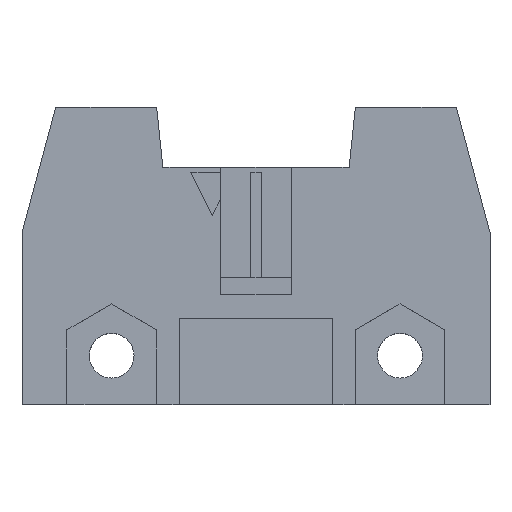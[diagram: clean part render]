
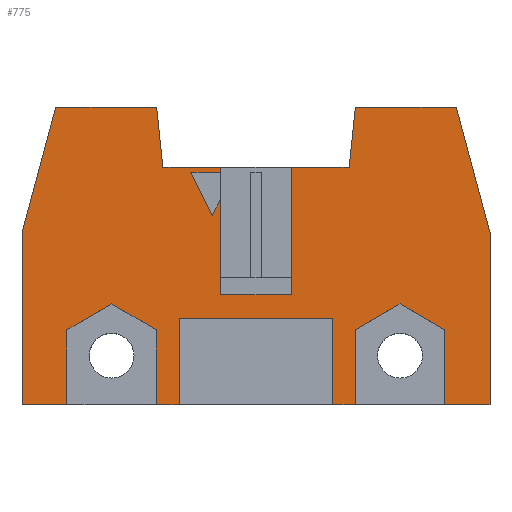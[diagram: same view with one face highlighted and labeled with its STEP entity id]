
A CAD part, top view. The second image highlights one B-rep face of the part: STEP entity #775.
In plain terms, the highlighted planar face has unit normal (0, 0, 1).
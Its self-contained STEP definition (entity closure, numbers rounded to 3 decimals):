
#775=ADVANCED_FACE('',(#1042),#911,.T.);
#911=PLANE('',#3436);
#1042=FACE_OUTER_BOUND('',#1197,.T.);
#1197=EDGE_LOOP('',(#1784,#1785,#1786,#1787,#1788,#1789,#1790,#1791,#1792,
#1793,#1794,#1795,#1796,#1797,#1798,#1799,#1800,#1801,#1802,#1803,#1804,
#1805,#1806,#1807,#1808,#1809,#1810,#1811,#1812,#1813,#1814,#1815));
#1784=ORIENTED_EDGE('',*,*,#2551,.T.);
#1785=ORIENTED_EDGE('',*,*,#2552,.T.);
#1786=ORIENTED_EDGE('',*,*,#2550,.F.);
#1787=ORIENTED_EDGE('',*,*,#2476,.F.);
#1788=ORIENTED_EDGE('',*,*,#2480,.F.);
#1789=ORIENTED_EDGE('',*,*,#2485,.F.);
#1790=ORIENTED_EDGE('',*,*,#2498,.F.);
#1791=ORIENTED_EDGE('',*,*,#2522,.F.);
#1792=ORIENTED_EDGE('',*,*,#2395,.T.);
#1793=ORIENTED_EDGE('',*,*,#2398,.T.);
#1794=ORIENTED_EDGE('',*,*,#2401,.T.);
#1795=ORIENTED_EDGE('',*,*,#2404,.T.);
#1796=ORIENTED_EDGE('',*,*,#2521,.F.);
#1797=ORIENTED_EDGE('',*,*,#2337,.T.);
#1798=ORIENTED_EDGE('',*,*,#2341,.T.);
#1799=ORIENTED_EDGE('',*,*,#2343,.T.);
#1800=ORIENTED_EDGE('',*,*,#2520,.F.);
#1801=ORIENTED_EDGE('',*,*,#2408,.T.);
#1802=ORIENTED_EDGE('',*,*,#2412,.T.);
#1803=ORIENTED_EDGE('',*,*,#2415,.T.);
#1804=ORIENTED_EDGE('',*,*,#2418,.T.);
#1805=ORIENTED_EDGE('',*,*,#2519,.F.);
#1806=ORIENTED_EDGE('',*,*,#2467,.F.);
#1807=ORIENTED_EDGE('',*,*,#2437,.F.);
#1808=ORIENTED_EDGE('',*,*,#2434,.F.);
#1809=ORIENTED_EDGE('',*,*,#2429,.F.);
#1810=ORIENTED_EDGE('',*,*,#2425,.F.);
#1811=ORIENTED_EDGE('',*,*,#2553,.T.);
#1812=ORIENTED_EDGE('',*,*,#2324,.T.);
#1813=ORIENTED_EDGE('',*,*,#2554,.T.);
#1814=ORIENTED_EDGE('',*,*,#2319,.T.);
#1815=ORIENTED_EDGE('',*,*,#2315,.T.);
#2035=VERTEX_POINT('',#4335);
#2037=VERTEX_POINT('',#4338);
#2040=VERTEX_POINT('',#4346);
#2041=VERTEX_POINT('',#4350);
#2044=VERTEX_POINT('',#4355);
#2055=VERTEX_POINT('',#4385);
#2056=VERTEX_POINT('',#4386);
#2057=VERTEX_POINT('',#4391);
#2058=VERTEX_POINT('',#4395);
#2092=VERTEX_POINT('',#4500);
#2094=VERTEX_POINT('',#4504);
#2096=VERTEX_POINT('',#4510);
#2098=VERTEX_POINT('',#4516);
#2100=VERTEX_POINT('',#4522);
#2103=VERTEX_POINT('',#4533);
#2104=VERTEX_POINT('',#4534);
#2107=VERTEX_POINT('',#4542);
#2109=VERTEX_POINT('',#4548);
#2111=VERTEX_POINT('',#4554);
#2116=VERTEX_POINT('',#4568);
#2117=VERTEX_POINT('',#4570);
#2120=VERTEX_POINT('',#4578);
#2124=VERTEX_POINT('',#4588);
#2126=VERTEX_POINT('',#4594);
#2146=VERTEX_POINT('',#4654);
#2153=VERTEX_POINT('',#4671);
#2154=VERTEX_POINT('',#4673);
#2157=VERTEX_POINT('',#4680);
#2160=VERTEX_POINT('',#4689);
#2171=VERTEX_POINT('',#4716);
#2200=VERTEX_POINT('',#4814);
#2201=VERTEX_POINT('',#4818);
#2315=EDGE_CURVE('',#2037,#2035,#2687,.T.);
#2319=EDGE_CURVE('',#2040,#2037,#2691,.T.);
#2324=EDGE_CURVE('',#2041,#2044,#2696,.T.);
#2337=EDGE_CURVE('',#2055,#2056,#2705,.T.);
#2341=EDGE_CURVE('',#2056,#2057,#2709,.T.);
#2343=EDGE_CURVE('',#2057,#2058,#2711,.T.);
#2395=EDGE_CURVE('',#2092,#2094,#2763,.T.);
#2398=EDGE_CURVE('',#2094,#2096,#2766,.T.);
#2401=EDGE_CURVE('',#2096,#2098,#2769,.T.);
#2404=EDGE_CURVE('',#2098,#2100,#2772,.T.);
#2408=EDGE_CURVE('',#2103,#2104,#2774,.T.);
#2412=EDGE_CURVE('',#2104,#2107,#2778,.T.);
#2415=EDGE_CURVE('',#2107,#2109,#2781,.T.);
#2418=EDGE_CURVE('',#2109,#2111,#2784,.T.);
#2425=EDGE_CURVE('',#2116,#2117,#2789,.T.);
#2429=EDGE_CURVE('',#2117,#2120,#2793,.T.);
#2434=EDGE_CURVE('',#2120,#2124,#2798,.T.);
#2437=EDGE_CURVE('',#2124,#2126,#2801,.T.);
#2467=EDGE_CURVE('',#2126,#2146,#2825,.T.);
#2476=EDGE_CURVE('',#2153,#2154,#2834,.T.);
#2480=EDGE_CURVE('',#2157,#2153,#2838,.T.);
#2485=EDGE_CURVE('',#2160,#2157,#2843,.T.);
#2498=EDGE_CURVE('',#2171,#2160,#2856,.T.);
#2519=EDGE_CURVE('',#2146,#2111,#2876,.T.);
#2520=EDGE_CURVE('',#2103,#2058,#2877,.T.);
#2521=EDGE_CURVE('',#2055,#2100,#2878,.T.);
#2522=EDGE_CURVE('',#2092,#2171,#2879,.T.);
#2550=EDGE_CURVE('',#2154,#2200,#2906,.T.);
#2551=EDGE_CURVE('',#2035,#2201,#2907,.T.);
#2552=EDGE_CURVE('',#2201,#2200,#2908,.T.);
#2553=EDGE_CURVE('',#2116,#2041,#2909,.T.);
#2554=EDGE_CURVE('',#2044,#2040,#2910,.T.);
#2687=LINE('',#4337,#3043);
#2691=LINE('',#4345,#3047);
#2696=LINE('',#4356,#3052);
#2705=LINE('',#4384,#3061);
#2709=LINE('',#4392,#3065);
#2711=LINE('',#4396,#3067);
#2763=LINE('',#4505,#3119);
#2766=LINE('',#4511,#3122);
#2769=LINE('',#4517,#3125);
#2772=LINE('',#4523,#3128);
#2774=LINE('',#4532,#3130);
#2778=LINE('',#4541,#3134);
#2781=LINE('',#4547,#3137);
#2784=LINE('',#4553,#3140);
#2789=LINE('',#4569,#3145);
#2793=LINE('',#4577,#3149);
#2798=LINE('',#4587,#3154);
#2801=LINE('',#4593,#3157);
#2825=LINE('',#4653,#3181);
#2834=LINE('',#4672,#3190);
#2838=LINE('',#4681,#3194);
#2843=LINE('',#4690,#3199);
#2856=LINE('',#4717,#3212);
#2876=LINE('',#4757,#3232);
#2877=LINE('',#4758,#3233);
#2878=LINE('',#4759,#3234);
#2879=LINE('',#4760,#3235);
#2906=LINE('',#4815,#3262);
#2907=LINE('',#4817,#3263);
#2908=LINE('',#4819,#3264);
#2909=LINE('',#4820,#3265);
#2910=LINE('',#4821,#3266);
#3043=VECTOR('',#3638,1.);
#3047=VECTOR('',#3644,1.);
#3052=VECTOR('',#3651,1.);
#3061=VECTOR('',#3678,1.);
#3065=VECTOR('',#3684,1.);
#3067=VECTOR('',#3688,1.);
#3119=VECTOR('',#3782,1.);
#3122=VECTOR('',#3787,1.);
#3125=VECTOR('',#3792,1.);
#3128=VECTOR('',#3797,1.);
#3130=VECTOR('',#3809,1.);
#3134=VECTOR('',#3815,1.);
#3137=VECTOR('',#3820,1.);
#3140=VECTOR('',#3825,1.);
#3145=VECTOR('',#3840,1.);
#3149=VECTOR('',#3846,1.);
#3154=VECTOR('',#3853,1.);
#3157=VECTOR('',#3858,1.);
#3181=VECTOR('',#3914,1.);
#3190=VECTOR('',#3927,1.);
#3194=VECTOR('',#3933,1.);
#3199=VECTOR('',#3940,1.);
#3212=VECTOR('',#3959,1.);
#3232=VECTOR('',#3993,1.);
#3233=VECTOR('',#3994,1.);
#3234=VECTOR('',#3995,1.);
#3235=VECTOR('',#3996,1.);
#3262=VECTOR('',#4047,1.);
#3263=VECTOR('',#4050,1.);
#3264=VECTOR('',#4051,1.);
#3265=VECTOR('',#4052,1.);
#3266=VECTOR('',#4053,1.);
#3436=AXIS2_PLACEMENT_3D('',#4822,#4054,#4055);
#3638=DIRECTION('',(-0.447,0.894,0.));
#3644=DIRECTION('',(-0.447,-0.894,0.));
#3651=DIRECTION('',(-1.,0.,0.));
#3678=DIRECTION('',(0.,1.,0.));
#3684=DIRECTION('',(1.,0.,0.));
#3688=DIRECTION('',(0.,-1.,0.));
#3782=DIRECTION('',(0.,1.,0.));
#3787=DIRECTION('',(0.866,0.5,0.));
#3792=DIRECTION('',(0.866,-0.5,0.));
#3797=DIRECTION('',(0.,-1.,0.));
#3809=DIRECTION('',(0.,1.,0.));
#3815=DIRECTION('',(0.866,0.5,0.));
#3820=DIRECTION('',(0.866,-0.5,0.));
#3825=DIRECTION('',(0.,-1.,0.));
#3840=DIRECTION('',(1.,0.,0.));
#3846=DIRECTION('',(0.103,0.995,0.));
#3853=DIRECTION('',(1.,0.,0.));
#3858=DIRECTION('',(0.259,-0.966,0.));
#3914=DIRECTION('',(0.,-1.,0.));
#3927=DIRECTION('',(0.103,-0.995,0.));
#3933=DIRECTION('',(1.,0.,0.));
#3940=DIRECTION('',(0.259,0.966,0.));
#3959=DIRECTION('',(0.,1.,0.));
#3993=DIRECTION('',(-1.,0.,0.));
#3994=DIRECTION('',(-1.,0.,0.));
#3995=DIRECTION('',(-1.,0.,0.));
#3996=DIRECTION('',(-1.,0.,0.));
#4047=DIRECTION('',(1.,0.,0.));
#4050=DIRECTION('',(1.,0.,0.));
#4051=DIRECTION('',(0.,1.,0.));
#4052=DIRECTION('',(0.,-1.,0.));
#4053=DIRECTION('',(0.,1.,0.));
#4054=DIRECTION('',(0.,0.,1.));
#4055=DIRECTION('',(1.,0.,0.));
#4335=CARTESIAN_POINT('',(-21.913,16.09,8.5));
#4337=CARTESIAN_POINT('',(-20.663,13.59,8.5));
#4338=CARTESIAN_POINT('',(-20.663,13.59,8.5));
#4345=CARTESIAN_POINT('',(-20.173,14.57,8.5));
#4346=CARTESIAN_POINT('',(-20.173,14.57,8.5));
#4350=CARTESIAN_POINT('',(-16.073,8.99,8.5));
#4355=CARTESIAN_POINT('',(-20.173,8.99,8.5));
#4356=CARTESIAN_POINT('',(-16.073,8.99,8.5));
#4384=CARTESIAN_POINT('',(-22.583,2.59,8.5));
#4385=CARTESIAN_POINT('',(-22.583,2.59,8.5));
#4386=CARTESIAN_POINT('',(-22.583,7.59,8.5));
#4391=CARTESIAN_POINT('',(-13.663,7.59,8.5));
#4392=CARTESIAN_POINT('',(-22.583,7.59,8.5));
#4395=CARTESIAN_POINT('',(-13.663,2.59,8.5));
#4396=CARTESIAN_POINT('',(-13.663,7.59,8.5));
#4500=CARTESIAN_POINT('',(-29.113,2.59,8.5));
#4504=CARTESIAN_POINT('',(-29.113,6.945,8.5));
#4505=CARTESIAN_POINT('',(-29.113,2.59,8.5));
#4510=CARTESIAN_POINT('',(-26.513,8.446,8.5));
#4511=CARTESIAN_POINT('',(-29.113,6.945,8.5));
#4516=CARTESIAN_POINT('',(-23.913,6.945,8.5));
#4517=CARTESIAN_POINT('',(-26.513,8.446,8.5));
#4522=CARTESIAN_POINT('',(-23.913,2.59,8.5));
#4523=CARTESIAN_POINT('',(-23.913,6.945,8.5));
#4532=CARTESIAN_POINT('',(-12.353,2.59,8.5));
#4533=CARTESIAN_POINT('',(-12.353,2.59,8.5));
#4534=CARTESIAN_POINT('',(-12.353,6.945,8.5));
#4541=CARTESIAN_POINT('',(-12.353,6.945,8.5));
#4542=CARTESIAN_POINT('',(-9.753,8.446,8.5));
#4547=CARTESIAN_POINT('',(-9.753,8.446,8.5));
#4548=CARTESIAN_POINT('',(-7.153,6.945,8.5));
#4553=CARTESIAN_POINT('',(-7.153,6.945,8.5));
#4554=CARTESIAN_POINT('',(-7.153,2.59,8.5));
#4568=CARTESIAN_POINT('',(-16.073,16.39,8.5));
#4569=CARTESIAN_POINT('',(-16.073,16.39,8.5));
#4570=CARTESIAN_POINT('',(-12.713,16.39,8.5));
#4577=CARTESIAN_POINT('',(-12.713,16.39,8.5));
#4578=CARTESIAN_POINT('',(-12.349,19.89,8.5));
#4587=CARTESIAN_POINT('',(-12.349,19.89,8.5));
#4588=CARTESIAN_POINT('',(-6.479,19.89,8.5));
#4593=CARTESIAN_POINT('',(-6.479,19.89,8.5));
#4594=CARTESIAN_POINT('',(-4.523,12.59,8.5));
#4653=CARTESIAN_POINT('',(-4.523,12.59,8.5));
#4654=CARTESIAN_POINT('',(-4.523,2.59,8.5));
#4671=CARTESIAN_POINT('',(-23.898,19.89,8.5));
#4672=CARTESIAN_POINT('',(-23.898,19.89,8.5));
#4673=CARTESIAN_POINT('',(-23.534,16.39,8.5));
#4680=CARTESIAN_POINT('',(-29.767,19.89,8.5));
#4681=CARTESIAN_POINT('',(-29.617,19.89,8.5));
#4689=CARTESIAN_POINT('',(-31.723,12.59,8.5));
#4690=CARTESIAN_POINT('',(-31.723,12.59,8.5));
#4716=CARTESIAN_POINT('',(-31.723,2.59,8.5));
#4717=CARTESIAN_POINT('',(-31.723,2.59,8.5));
#4757=CARTESIAN_POINT('',(-4.673,2.59,8.5));
#4758=CARTESIAN_POINT('',(-12.353,2.59,8.5));
#4759=CARTESIAN_POINT('',(-22.583,2.59,8.5));
#4760=CARTESIAN_POINT('',(-29.113,2.59,8.5));
#4814=CARTESIAN_POINT('',(-20.173,16.39,8.5));
#4815=CARTESIAN_POINT('',(-23.534,16.39,8.5));
#4817=CARTESIAN_POINT('',(-21.913,16.09,8.5));
#4818=CARTESIAN_POINT('',(-20.173,16.09,8.5));
#4819=CARTESIAN_POINT('',(-20.173,16.09,8.5));
#4820=CARTESIAN_POINT('',(-16.073,16.39,8.5));
#4821=CARTESIAN_POINT('',(-20.173,8.99,8.5));
#4822=CARTESIAN_POINT('',(-32.918,1.725,8.5));
